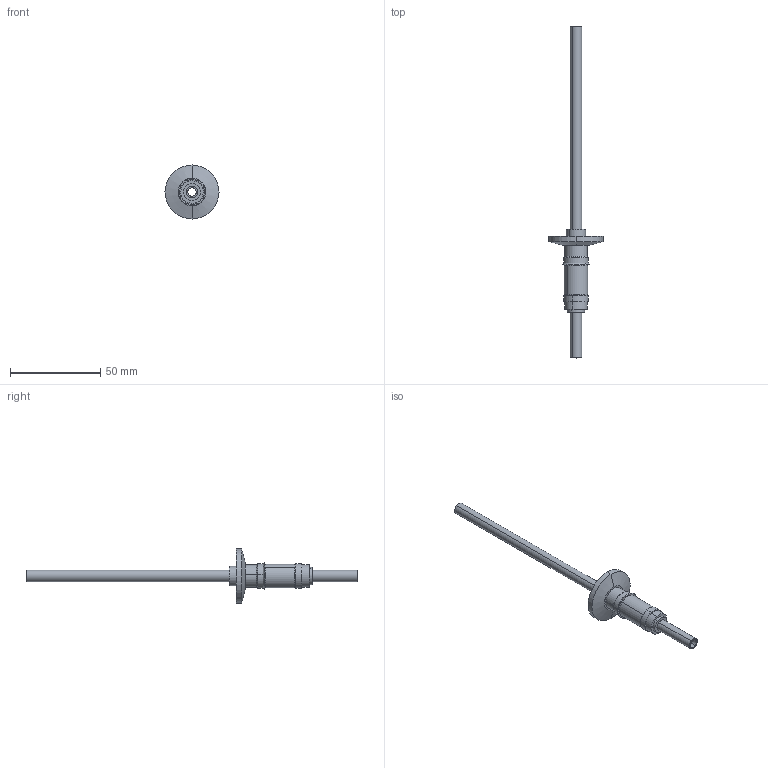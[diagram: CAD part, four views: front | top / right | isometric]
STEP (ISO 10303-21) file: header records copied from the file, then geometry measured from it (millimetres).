
FILE_DESCRIPTION (( 'STEP AP203' ), '1' );
FILE_NAME ('A0117-2-QF.STEP', '2019-10-25T18:18:43', ( '' ), ( '' ), 'SwSTEP 2.0', 'SolidWorks 2019', '' );
FILE_SCHEMA (( 'CONFIG_CONTROL_DESIGN' ));
Length unit declared in the file: inch
Products named in the file (1): A0117-2-QF
Bounding box: 29.97 x 184.15 x 29.97 mm (x, y, z)
Volume: 8628.6 mm3; surface area: 11551.8 mm2
Topology: 1 solids, 1 shells, 63 faces, 130 edges, 82 vertices
Faces by surface type: cylinder 36, plane 15, cone 10, torus 2
Entity records: 1779 total; most frequent: DIRECTION 342, CARTESIAN_POINT 276, ORIENTED_EDGE 260, AXIS2_PLACEMENT_3D 148, EDGE_CURVE 130, CIRCLE 84, VERTEX_POINT 82, EDGE_LOOP 78
